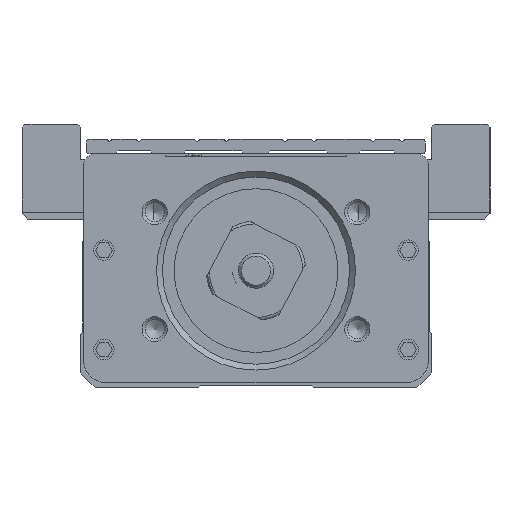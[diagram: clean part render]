
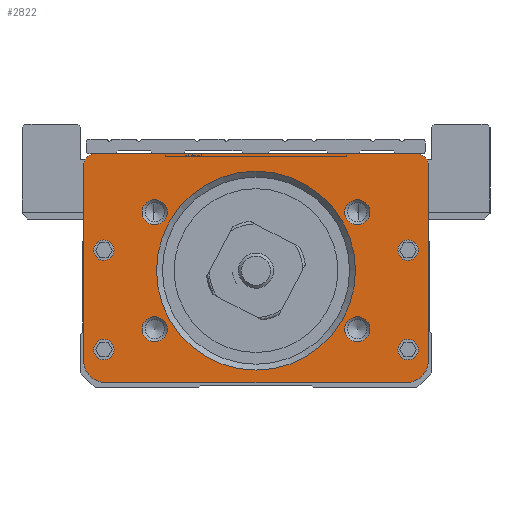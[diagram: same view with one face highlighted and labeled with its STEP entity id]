
A CAD part, front view. The second image highlights one B-rep face of the part: STEP entity #2822.
In plain terms, the highlighted face is planar.
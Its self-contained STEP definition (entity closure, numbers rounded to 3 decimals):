
#737=FACE_BOUND('',#6449,.T.);
#738=FACE_BOUND('',#6450,.T.);
#739=FACE_BOUND('',#6451,.T.);
#740=FACE_BOUND('',#6452,.T.);
#741=FACE_BOUND('',#6453,.T.);
#742=FACE_BOUND('',#6454,.T.);
#743=FACE_BOUND('',#6455,.T.);
#744=FACE_BOUND('',#6456,.T.);
#745=FACE_BOUND('',#6457,.T.);
#746=FACE_BOUND('',#6458,.T.);
#1814=CIRCLE('',#26372,4.);
#1816=CIRCLE('',#26376,4.);
#1827=CIRCLE('',#26400,2.);
#1828=CIRCLE('',#26402,2.);
#1830=CIRCLE('',#26406,2.15);
#1831=CIRCLE('',#26407,2.15);
#1832=CIRCLE('',#26408,2.15);
#1833=CIRCLE('',#26409,2.15);
#1834=CIRCLE('',#26410,17.);
#1835=CIRCLE('',#26411,1.75);
#1836=CIRCLE('',#26412,1.75);
#1837=CIRCLE('',#26413,1.75);
#1838=CIRCLE('',#26414,1.75);
#2822=ADVANCED_FACE('',(#737,#738,#739,#740,#741,#742,#743,#744,#745,#746),
#4257,.F.);
#4257=PLANE('',#26415);
#6449=EDGE_LOOP('',(#8964));
#6450=EDGE_LOOP('',(#8965));
#6451=EDGE_LOOP('',(#8966));
#6452=EDGE_LOOP('',(#8967));
#6453=EDGE_LOOP('',(#8968));
#6454=EDGE_LOOP('',(#8969));
#6455=EDGE_LOOP('',(#8970));
#6456=EDGE_LOOP('',(#8971));
#6457=EDGE_LOOP('',(#8972));
#6458=EDGE_LOOP('',(#8973,#8974,#8975,#8976,#8977,#8978,#8979,#8980));
#8964=ORIENTED_EDGE('',*,*,#18211,.T.);
#8965=ORIENTED_EDGE('',*,*,#18212,.T.);
#8966=ORIENTED_EDGE('',*,*,#18213,.T.);
#8967=ORIENTED_EDGE('',*,*,#18214,.T.);
#8968=ORIENTED_EDGE('',*,*,#18215,.T.);
#8969=ORIENTED_EDGE('',*,*,#18216,.T.);
#8970=ORIENTED_EDGE('',*,*,#18217,.T.);
#8971=ORIENTED_EDGE('',*,*,#18218,.T.);
#8972=ORIENTED_EDGE('',*,*,#18219,.T.);
#8973=ORIENTED_EDGE('',*,*,#18194,.F.);
#8974=ORIENTED_EDGE('',*,*,#18148,.F.);
#8975=ORIENTED_EDGE('',*,*,#18169,.F.);
#8976=ORIENTED_EDGE('',*,*,#18209,.F.);
#8977=ORIENTED_EDGE('',*,*,#18104,.F.);
#8978=ORIENTED_EDGE('',*,*,#18208,.F.);
#8979=ORIENTED_EDGE('',*,*,#18167,.F.);
#8980=ORIENTED_EDGE('',*,*,#18156,.F.);
#15571=VERTEX_POINT('',#37005);
#15572=VERTEX_POINT('',#37007);
#15612=VERTEX_POINT('',#37093);
#15613=VERTEX_POINT('',#37095);
#15620=VERTEX_POINT('',#37111);
#15621=VERTEX_POINT('',#37113);
#15626=VERTEX_POINT('',#37126);
#15630=VERTEX_POINT('',#37137);
#15655=VERTEX_POINT('',#37218);
#15656=VERTEX_POINT('',#37220);
#15657=VERTEX_POINT('',#37222);
#15658=VERTEX_POINT('',#37224);
#15659=VERTEX_POINT('',#37226);
#15660=VERTEX_POINT('',#37228);
#15661=VERTEX_POINT('',#37230);
#15662=VERTEX_POINT('',#37232);
#15663=VERTEX_POINT('',#37234);
#18104=EDGE_CURVE('',#15571,#15572,#21523,.T.);
#18148=EDGE_CURVE('',#15612,#15613,#1814,.T.);
#18156=EDGE_CURVE('',#15620,#15621,#1816,.T.);
#18167=EDGE_CURVE('',#15621,#15626,#21569,.T.);
#18169=EDGE_CURVE('',#15630,#15612,#21571,.T.);
#18194=EDGE_CURVE('',#15613,#15620,#21591,.T.);
#18208=EDGE_CURVE('',#15626,#15571,#1827,.T.);
#18209=EDGE_CURVE('',#15572,#15630,#1828,.T.);
#18211=EDGE_CURVE('',#15655,#15655,#1830,.T.);
#18212=EDGE_CURVE('',#15656,#15656,#1831,.T.);
#18213=EDGE_CURVE('',#15657,#15657,#1832,.T.);
#18214=EDGE_CURVE('',#15658,#15658,#1833,.T.);
#18215=EDGE_CURVE('',#15659,#15659,#1834,.T.);
#18216=EDGE_CURVE('',#15660,#15660,#1835,.T.);
#18217=EDGE_CURVE('',#15661,#15661,#1836,.T.);
#18218=EDGE_CURVE('',#15662,#15662,#1837,.T.);
#18219=EDGE_CURVE('',#15663,#15663,#1838,.T.);
#21523=LINE('',#37006,#23954);
#21569=LINE('',#37134,#24000);
#21571=LINE('',#37138,#24002);
#21591=LINE('',#37188,#24022);
#23954=VECTOR('',#29319,1.);
#24000=VECTOR('',#29413,1.);
#24002=VECTOR('',#29417,1.);
#24022=VECTOR('',#29463,1.);
#26372=AXIS2_PLACEMENT_3D('',#37094,#29383,#29384);
#26376=AXIS2_PLACEMENT_3D('',#37112,#29397,#29398);
#26400=AXIS2_PLACEMENT_3D('',#37211,#29486,#29487);
#26402=AXIS2_PLACEMENT_3D('',#37213,#29490,#29491);
#26406=AXIS2_PLACEMENT_3D('',#37217,#29498,#29499);
#26407=AXIS2_PLACEMENT_3D('',#37219,#29500,#29501);
#26408=AXIS2_PLACEMENT_3D('',#37221,#29502,#29503);
#26409=AXIS2_PLACEMENT_3D('',#37223,#29504,#29505);
#26410=AXIS2_PLACEMENT_3D('',#37225,#29506,#29507);
#26411=AXIS2_PLACEMENT_3D('',#37227,#29508,#29509);
#26412=AXIS2_PLACEMENT_3D('',#37229,#29510,#29511);
#26413=AXIS2_PLACEMENT_3D('',#37231,#29512,#29513);
#26414=AXIS2_PLACEMENT_3D('',#37233,#29514,#29515);
#26415=AXIS2_PLACEMENT_3D('',#37235,#29516,#29517);
#29319=DIRECTION('',(1.,0.,0.));
#29383=DIRECTION('',(0.,1.,0.));
#29384=DIRECTION('',(1.,0.,0.));
#29397=DIRECTION('',(0.,1.,0.));
#29398=DIRECTION('',(1.,0.,0.));
#29413=DIRECTION('',(0.,0.,1.));
#29417=DIRECTION('',(0.,0.,-1.));
#29463=DIRECTION('',(-1.,0.,0.));
#29486=DIRECTION('',(0.,1.,0.));
#29487=DIRECTION('',(0.,0.,1.));
#29490=DIRECTION('',(0.,1.,0.));
#29491=DIRECTION('',(0.,0.,1.));
#29498=DIRECTION('',(0.,1.,0.));
#29499=DIRECTION('',(0.,0.,1.));
#29500=DIRECTION('',(0.,1.,0.));
#29501=DIRECTION('',(0.,0.,1.));
#29502=DIRECTION('',(0.,1.,0.));
#29503=DIRECTION('',(0.,0.,1.));
#29504=DIRECTION('',(0.,1.,0.));
#29505=DIRECTION('',(0.,0.,1.));
#29506=DIRECTION('',(0.,1.,0.));
#29507=DIRECTION('',(0.,0.,1.));
#29508=DIRECTION('',(0.,1.,0.));
#29509=DIRECTION('',(0.,0.,1.));
#29510=DIRECTION('',(0.,1.,0.));
#29511=DIRECTION('',(0.,0.,1.));
#29512=DIRECTION('',(0.,1.,0.));
#29513=DIRECTION('',(0.,0.,1.));
#29514=DIRECTION('',(0.,1.,0.));
#29515=DIRECTION('',(0.,0.,1.));
#29516=DIRECTION('',(0.,1.,0.));
#29517=DIRECTION('',(0.,0.,-1.));
#37005=CARTESIAN_POINT('',(-27.5,-130.762,38.));
#37006=CARTESIAN_POINT('',(-25.5,-130.762,38.));
#37007=CARTESIAN_POINT('',(27.5,-130.762,38.));
#37093=CARTESIAN_POINT('',(29.5,-130.762,2.8));
#37094=CARTESIAN_POINT('',(25.5,-130.762,2.8));
#37095=CARTESIAN_POINT('',(25.5,-130.762,-1.2));
#37111=CARTESIAN_POINT('',(-25.5,-130.762,-1.2));
#37112=CARTESIAN_POINT('',(-25.5,-130.762,2.8));
#37113=CARTESIAN_POINT('',(-29.5,-130.762,2.8));
#37126=CARTESIAN_POINT('',(-29.5,-130.762,36.));
#37134=CARTESIAN_POINT('',(-29.5,-130.762,2.8));
#37137=CARTESIAN_POINT('',(29.5,-130.762,36.));
#37138=CARTESIAN_POINT('',(29.5,-130.762,39.));
#37188=CARTESIAN_POINT('',(25.5,-130.762,-1.2));
#37211=CARTESIAN_POINT('',(-27.5,-130.762,36.));
#37213=CARTESIAN_POINT('',(27.5,-130.762,36.));
#37217=CARTESIAN_POINT('',(-17.321,-130.762,28.));
#37218=CARTESIAN_POINT('',(-17.321,-130.762,30.15));
#37219=CARTESIAN_POINT('',(17.321,-130.762,8.));
#37220=CARTESIAN_POINT('',(17.321,-130.762,10.15));
#37221=CARTESIAN_POINT('',(17.321,-130.762,28.));
#37222=CARTESIAN_POINT('',(17.321,-130.762,30.15));
#37223=CARTESIAN_POINT('',(-17.321,-130.762,8.));
#37224=CARTESIAN_POINT('',(-17.321,-130.762,10.15));
#37225=CARTESIAN_POINT('',(0.,-130.762,18.));
#37226=CARTESIAN_POINT('',(0.,-130.762,35.));
#37227=CARTESIAN_POINT('',(-26.,-130.762,21.5));
#37228=CARTESIAN_POINT('',(-26.,-130.762,23.25));
#37229=CARTESIAN_POINT('',(-26.,-130.762,4.5));
#37230=CARTESIAN_POINT('',(-26.,-130.762,6.25));
#37231=CARTESIAN_POINT('',(26.,-130.762,4.5));
#37232=CARTESIAN_POINT('',(26.,-130.762,6.25));
#37233=CARTESIAN_POINT('',(26.,-130.762,21.5));
#37234=CARTESIAN_POINT('',(26.,-130.762,23.25));
#37235=CARTESIAN_POINT('',(-25.5,-130.762,2.8));
